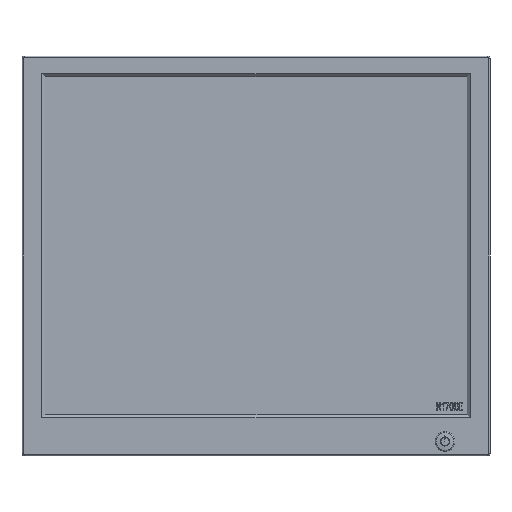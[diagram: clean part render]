
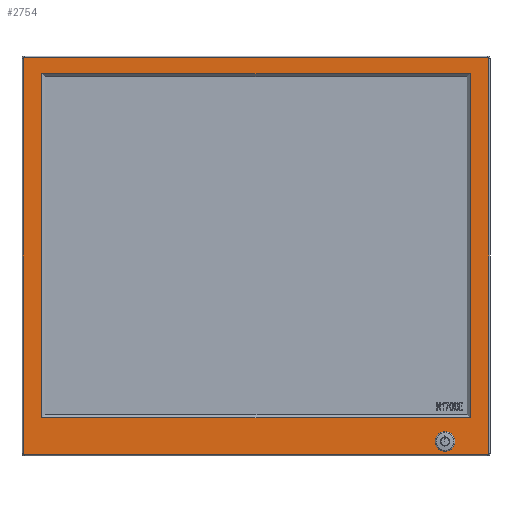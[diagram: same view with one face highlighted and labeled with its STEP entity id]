
A CAD part, front view. The second image highlights one B-rep face of the part: STEP entity #2754.
In plain terms, the highlighted planar face has unit normal (0, -1, 0).
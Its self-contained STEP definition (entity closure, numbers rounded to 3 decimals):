
#89=LINE('',#3748,#188);
#90=LINE('',#3752,#189);
#91=LINE('',#3756,#190);
#92=LINE('',#3760,#191);
#93=LINE('',#3761,#192);
#94=LINE('',#3764,#193);
#95=LINE('',#3766,#194);
#96=LINE('',#3768,#195);
#188=VECTOR('',#3120,1000.);
#189=VECTOR('',#3123,1000.);
#190=VECTOR('',#3126,1000.);
#191=VECTOR('',#3129,1000.);
#192=VECTOR('',#3130,1000.);
#193=VECTOR('',#3131,1000.);
#194=VECTOR('',#3132,1000.);
#195=VECTOR('',#3133,1000.);
#376=PLANE('',#2900);
#515=ORIENTED_EDGE('',*,*,#1059,.T.);
#516=ORIENTED_EDGE('',*,*,#1060,.T.);
#517=ORIENTED_EDGE('',*,*,#1061,.T.);
#518=ORIENTED_EDGE('',*,*,#1062,.T.);
#519=ORIENTED_EDGE('',*,*,#1063,.T.);
#520=ORIENTED_EDGE('',*,*,#1064,.T.);
#521=ORIENTED_EDGE('',*,*,#1065,.T.);
#522=ORIENTED_EDGE('',*,*,#1066,.T.);
#523=ORIENTED_EDGE('',*,*,#1067,.T.);
#524=ORIENTED_EDGE('',*,*,#1068,.T.);
#525=ORIENTED_EDGE('',*,*,#1069,.T.);
#526=ORIENTED_EDGE('',*,*,#1070,.T.);
#1059=EDGE_CURVE('',#1331,#1332,#1451,.F.);
#1060=EDGE_CURVE('',#1332,#1333,#89,.F.);
#1061=EDGE_CURVE('',#1333,#1334,#1452,.F.);
#1062=EDGE_CURVE('',#1334,#1335,#90,.F.);
#1063=EDGE_CURVE('',#1335,#1336,#1453,.F.);
#1064=EDGE_CURVE('',#1336,#1337,#91,.F.);
#1065=EDGE_CURVE('',#1337,#1338,#1454,.F.);
#1066=EDGE_CURVE('',#1338,#1331,#92,.F.);
#1067=EDGE_CURVE('',#1339,#1340,#93,.T.);
#1068=EDGE_CURVE('',#1340,#1341,#94,.T.);
#1069=EDGE_CURVE('',#1341,#1342,#95,.T.);
#1070=EDGE_CURVE('',#1342,#1339,#96,.T.);
#1331=VERTEX_POINT('',#3746);
#1332=VERTEX_POINT('',#3747);
#1333=VERTEX_POINT('',#3749);
#1334=VERTEX_POINT('',#3751);
#1335=VERTEX_POINT('',#3753);
#1336=VERTEX_POINT('',#3755);
#1337=VERTEX_POINT('',#3757);
#1338=VERTEX_POINT('',#3759);
#1339=VERTEX_POINT('',#3762);
#1340=VERTEX_POINT('',#3763);
#1341=VERTEX_POINT('',#3765);
#1342=VERTEX_POINT('',#3767);
#1451=CIRCLE('',#2901,1.);
#1452=CIRCLE('',#2902,1.);
#1453=CIRCLE('',#2903,1.);
#1454=CIRCLE('',#2904,1.);
#1517=EDGE_LOOP('',(#515,#516,#517,#518,#519,#520,#521,#522));
#1518=EDGE_LOOP('',(#523,#524,#525,#526));
#1678=FACE_BOUND('',#1517,.T.);
#1679=FACE_BOUND('',#1518,.T.);
#2754=ADVANCED_FACE('',(#1678,#1679),#376,.F.);
#2900=AXIS2_PLACEMENT_3D('',#3744,#3116,#3117);
#2901=AXIS2_PLACEMENT_3D('',#3745,#3118,#3119);
#2902=AXIS2_PLACEMENT_3D('',#3750,#3121,#3122);
#2903=AXIS2_PLACEMENT_3D('',#3754,#3124,#3125);
#2904=AXIS2_PLACEMENT_3D('',#3758,#3127,#3128);
#3116=DIRECTION('',(0.,1.,0.));
#3117=DIRECTION('',(0.,0.,1.));
#3118=DIRECTION('',(0.,1.,0.));
#3119=DIRECTION('',(0.,0.,1.));
#3120=DIRECTION('',(-1.,0.,0.));
#3121=DIRECTION('',(0.,1.,0.));
#3122=DIRECTION('',(0.,0.,1.));
#3123=DIRECTION('',(0.,0.,-1.));
#3124=DIRECTION('',(0.,1.,0.));
#3125=DIRECTION('',(0.,0.,1.));
#3126=DIRECTION('',(1.,0.,0.));
#3127=DIRECTION('',(0.,1.,0.));
#3128=DIRECTION('',(0.,0.,1.));
#3129=DIRECTION('',(0.,0.,1.));
#3130=DIRECTION('',(0.,0.,-1.));
#3131=DIRECTION('',(-1.,0.,0.));
#3132=DIRECTION('',(0.,0.,1.));
#3133=DIRECTION('',(1.,0.,0.));
#3744=CARTESIAN_POINT('',(0.,-31.7,0.));
#3745=CARTESIAN_POINT('',(-186.45,-31.7,-167.2));
#3746=CARTESIAN_POINT('',(-187.45,-31.7,-167.2));
#3747=CARTESIAN_POINT('',(-186.45,-31.7,-168.2));
#3748=CARTESIAN_POINT('',(186.45,-31.7,-168.2));
#3749=CARTESIAN_POINT('',(186.45,-31.7,-168.2));
#3750=CARTESIAN_POINT('',(186.45,-31.7,-167.2));
#3751=CARTESIAN_POINT('',(187.45,-31.7,-167.2));
#3752=CARTESIAN_POINT('',(187.45,-31.7,150.8));
#3753=CARTESIAN_POINT('',(187.45,-31.7,150.8));
#3754=CARTESIAN_POINT('',(186.45,-31.7,150.8));
#3755=CARTESIAN_POINT('',(186.45,-31.7,151.8));
#3756=CARTESIAN_POINT('',(-186.45,-31.7,151.8));
#3757=CARTESIAN_POINT('',(-186.45,-31.7,151.8));
#3758=CARTESIAN_POINT('',(-186.45,-31.7,150.8));
#3759=CARTESIAN_POINT('',(-187.45,-31.7,150.8));
#3760=CARTESIAN_POINT('',(-187.45,-31.7,-167.2));
#3761=CARTESIAN_POINT('',(172.45,-31.7,0.));
#3762=CARTESIAN_POINT('',(172.45,-31.7,138.65));
#3763=CARTESIAN_POINT('',(172.45,-31.7,-138.65));
#3764=CARTESIAN_POINT('',(0.,-31.7,-138.65));
#3765=CARTESIAN_POINT('',(-172.45,-31.7,-138.65));
#3766=CARTESIAN_POINT('',(-172.45,-31.7,0.));
#3767=CARTESIAN_POINT('',(-172.45,-31.7,138.65));
#3768=CARTESIAN_POINT('',(0.,-31.7,138.65));
